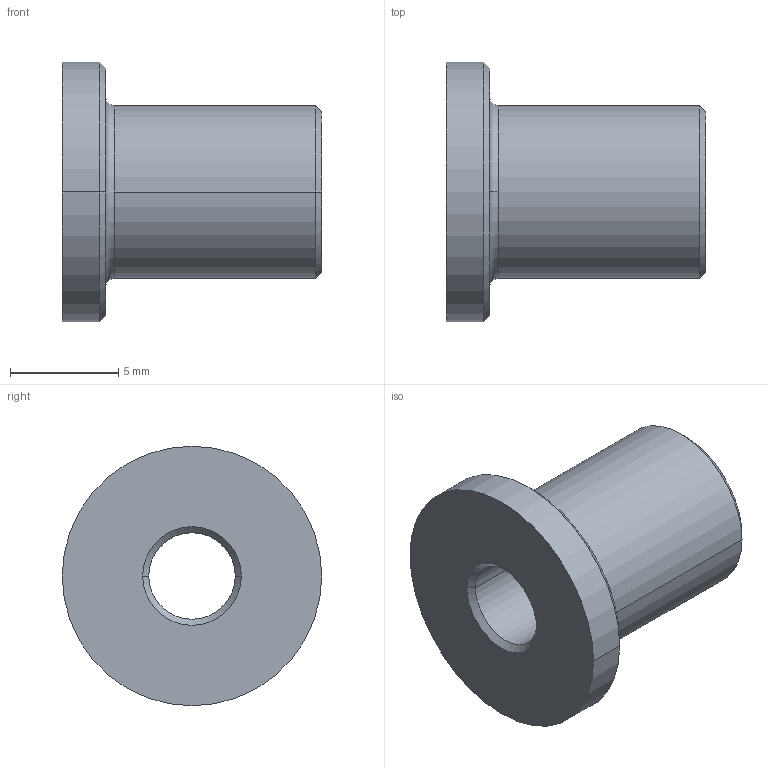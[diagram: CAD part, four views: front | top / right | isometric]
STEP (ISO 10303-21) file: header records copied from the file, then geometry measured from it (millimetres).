
FILE_DESCRIPTION( ( '' ), '1' );
FILE_NAME( '62350405.stp', '2007-11-06T13:08:53', ( '' ), ( '' ), ' ', ' ', ' ' );
FILE_SCHEMA( ( 'automotive_design' ) );
Length unit declared in the file: millimetre
Products named in the file (1): 1
Bounding box: 12 x 12 x 12 mm (x, y, z)
Volume: 575.4 mm3; surface area: 659.8 mm2
Topology: 1 solids, 1 shells, 19 faces, 41 edges, 25 vertices
Faces by surface type: cone 8, cylinder 6, plane 3, torus 2
Entity records: 1036 total; most frequent: DIRECTION 108, STYLED_ITEM 86, PRESENTATION_STYLE_ASSIGNMENT 86, CARTESIAN_POINT 86, COLOUR_RGB 86, ORIENTED_EDGE 82, AXIS2_PLACEMENT_3D 47, EDGE_CURVE 41
